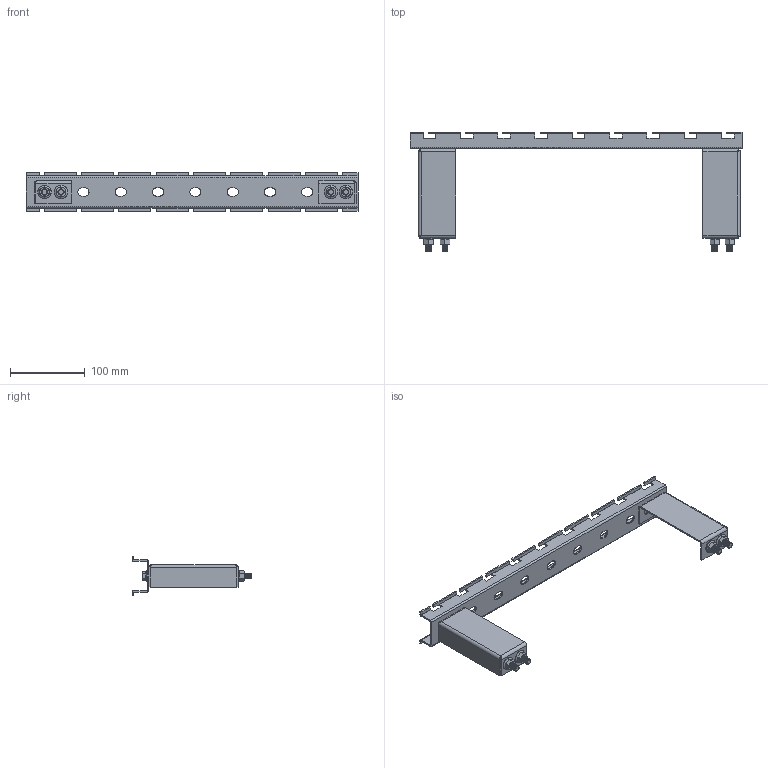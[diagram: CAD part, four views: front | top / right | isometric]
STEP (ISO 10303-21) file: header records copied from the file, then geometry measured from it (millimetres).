
FILE_DESCRIPTION (( 'STEP AP203' ), '1' );
FILE_NAME ('00406503.STEP', '2021-07-08T04:00:19', ( '' ), ( '' ), 'SwSTEP 2.0', 'SolidWorks 2020', '' );
FILE_SCHEMA (( 'CONFIG_CONTROL_DESIGN' ));
Length unit declared in the file: millimetre
Products named in the file (1): 00406503
Bounding box: 445 x 160 x 52 mm (x, y, z)
Volume: 132144.8 mm3; surface area: 137517.8 mm2
Topology: 15 solids, 15 shells, 894 faces, 2320 edges, 1462 vertices
Faces by surface type: cylinder 348, plane 340, cone 150, bspline 32, torus 24
Entity records: 42775 total; most frequent: CARTESIAN_POINT 22887, ORIENTED_EDGE 4640, DIRECTION 3576, EDGE_CURVE 2320, VERTEX_POINT 1462, AXIS2_PLACEMENT_3D 1249, VECTOR 1078, LINE 1078
